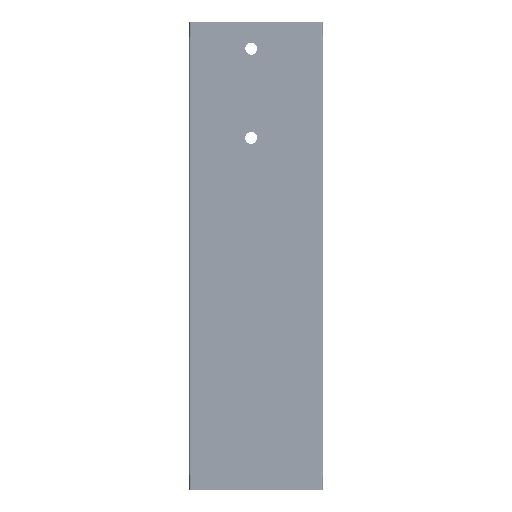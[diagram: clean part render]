
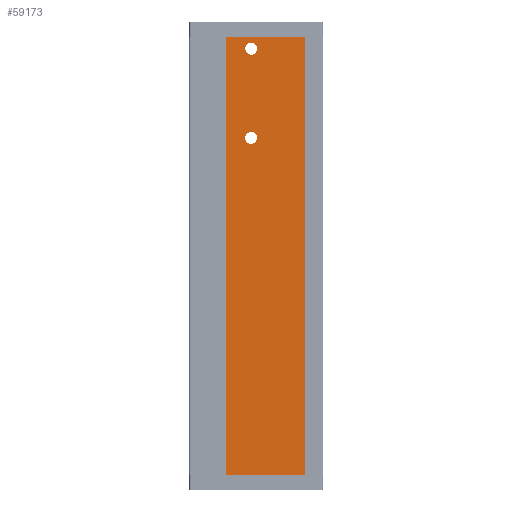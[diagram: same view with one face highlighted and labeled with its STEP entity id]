
A CAD part, left-side view. The second image highlights one B-rep face of the part: STEP entity #59173.
In plain terms, the highlighted planar face has unit normal (-1, 0, 0).
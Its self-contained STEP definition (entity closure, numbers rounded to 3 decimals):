
#4718 = VERTEX_POINT ( 'NONE', #195890 ) ;
#5242 = CARTESIAN_POINT ( 'NONE',  ( 0., -90., 0. ) ) ;
#6099 = ORIENTED_EDGE ( 'NONE', *, *, #75907, .F. ) ;
#8045 = AXIS2_PLACEMENT_3D ( 'NONE', #113128, #131175, #30733 ) ;
#9718 = VERTEX_POINT ( 'NONE', #11266 ) ;
#11266 = CARTESIAN_POINT ( 'NONE',  ( 0., 6.5, 446. ) ) ;
#11372 = EDGE_CURVE ( 'NONE', #9718, #23588, #71052, .T. ) ;
#13776 = CARTESIAN_POINT ( 'NONE',  ( 0., 40.9, 0. ) ) ;
#13910 = DIRECTION ( 'NONE',  ( 0., 0., 1. ) ) ;
#18486 = LINE ( 'NONE', #158780, #36514 ) ;
#22617 = DIRECTION ( 'NONE',  ( 0., -1., 0. ) ) ;
#23588 = VERTEX_POINT ( 'NONE', #207285 ) ;
#30733 = DIRECTION ( 'NONE',  ( 0., 0., 1. ) ) ;
#30946 = DIRECTION ( 'NONE',  ( -1., 0., 0. ) ) ;
#36514 = VECTOR ( 'NONE', #42412, 1000. ) ;
#41860 = VECTOR ( 'NONE', #13910, 1000. ) ;
#42412 = DIRECTION ( 'NONE',  ( 0., 0., 1. ) ) ;
#43080 = AXIS2_PLACEMENT_3D ( 'NONE', #160296, #77169, #209357 ) ;
#45130 = DIRECTION ( 'NONE',  ( -1., 0., 0. ) ) ;
#47173 = CARTESIAN_POINT ( 'NONE',  ( 0., -65.4, 590. ) ) ;
#49109 = EDGE_CURVE ( 'NONE', #60066, #148702, #95132, .T. ) ;
#51117 = VECTOR ( 'NONE', #129871, 1000. ) ;
#54334 = PLANE ( 'NONE',  #72159 ) ;
#56805 = ORIENTED_EDGE ( 'NONE', *, *, #156078, .T. ) ;
#58960 = DIRECTION ( 'NONE',  ( 0., 0., 1. ) ) ;
#59173 = ADVANCED_FACE ( 'NONE', ( #157537, #152324, #165234 ), #54334, .F. ) ;
#60066 = VERTEX_POINT ( 'NONE', #178993 ) ;
#66081 = VERTEX_POINT ( 'NONE', #13776 ) ;
#71052 = CIRCLE ( 'NONE', #117865, 8. ) ;
#72159 = AXIS2_PLACEMENT_3D ( 'NONE', #104214, #154077, #171451 ) ;
#75907 = EDGE_CURVE ( 'NONE', #4718, #193564, #105660, .T. ) ;
#76821 = EDGE_LOOP ( 'NONE', ( #197867, #209573, #182175, #56805 ) ) ;
#77169 = DIRECTION ( 'NONE',  ( -1., 0., 0. ) ) ;
#83889 = VERTEX_POINT ( 'NONE', #127658 ) ;
#91227 = CIRCLE ( 'NONE', #187439, 8. ) ;
#95132 = LINE ( 'NONE', #96651, #51117 ) ;
#96651 = CARTESIAN_POINT ( 'NONE',  ( 0., -90., 590. ) ) ;
#101243 = ORIENTED_EDGE ( 'NONE', *, *, #120096, .F. ) ;
#104214 = CARTESIAN_POINT ( 'NONE',  ( 0., -90., 590. ) ) ;
#105660 = CIRCLE ( 'NONE', #8045, 8. ) ;
#112862 = ORIENTED_EDGE ( 'NONE', *, *, #11372, .F. ) ;
#113128 = CARTESIAN_POINT ( 'NONE',  ( 0., 6.5, 574. ) ) ;
#116891 = LINE ( 'NONE', #47173, #41860 ) ;
#117865 = AXIS2_PLACEMENT_3D ( 'NONE', #142726, #45130, #58960 ) ;
#120096 = EDGE_CURVE ( 'NONE', #23588, #9718, #91227, .T. ) ;
#127658 = CARTESIAN_POINT ( 'NONE',  ( 0., -65.4, 0. ) ) ;
#129871 = DIRECTION ( 'NONE',  ( 0., -1., 0. ) ) ;
#131175 = DIRECTION ( 'NONE',  ( -1., 0., 0. ) ) ;
#136225 = CARTESIAN_POINT ( 'NONE',  ( 0., -65.4, 590. ) ) ;
#141437 = EDGE_LOOP ( 'NONE', ( #101243, #112862 ) ) ;
#142726 = CARTESIAN_POINT ( 'NONE',  ( 0., 6.5, 454. ) ) ;
#143301 = EDGE_CURVE ( 'NONE', #193564, #4718, #147741, .T. ) ;
#147741 = CIRCLE ( 'NONE', #43080, 8. ) ;
#148702 = VERTEX_POINT ( 'NONE', #136225 ) ;
#152324 = FACE_BOUND ( 'NONE', #141437, .T. ) ;
#154077 = DIRECTION ( 'NONE',  ( 1., 0., 0. ) ) ;
#156078 = EDGE_CURVE ( 'NONE', #83889, #148702, #116891, .T. ) ;
#157537 = FACE_BOUND ( 'NONE', #158011, .T. ) ;
#158011 = EDGE_LOOP ( 'NONE', ( #197368, #6099 ) ) ;
#158780 = CARTESIAN_POINT ( 'NONE',  ( 0., 40.9, 0. ) ) ;
#160296 = CARTESIAN_POINT ( 'NONE',  ( 0., 6.5, 574. ) ) ;
#165234 = FACE_OUTER_BOUND ( 'NONE', #76821, .T. ) ;
#171451 = DIRECTION ( 'NONE',  ( 0., 0., -1. ) ) ;
#171784 = VECTOR ( 'NONE', #22617, 1000. ) ;
#175578 = EDGE_CURVE ( 'NONE', #66081, #83889, #192415, .T. ) ;
#178993 = CARTESIAN_POINT ( 'NONE',  ( 0., 40.9, 590. ) ) ;
#180497 = DIRECTION ( 'NONE',  ( 0., 0., 1. ) ) ;
#182175 = ORIENTED_EDGE ( 'NONE', *, *, #175578, .T. ) ;
#187439 = AXIS2_PLACEMENT_3D ( 'NONE', #196409, #30946, #180497 ) ;
#188814 = EDGE_CURVE ( 'NONE', #66081, #60066, #18486, .T. ) ;
#192415 = LINE ( 'NONE', #5242, #171784 ) ;
#193564 = VERTEX_POINT ( 'NONE', #212542 ) ;
#195890 = CARTESIAN_POINT ( 'NONE',  ( 0., 6.5, 566. ) ) ;
#196409 = CARTESIAN_POINT ( 'NONE',  ( 0., 6.5, 454. ) ) ;
#197368 = ORIENTED_EDGE ( 'NONE', *, *, #143301, .F. ) ;
#197867 = ORIENTED_EDGE ( 'NONE', *, *, #49109, .F. ) ;
#207285 = CARTESIAN_POINT ( 'NONE',  ( 0., 6.5, 462. ) ) ;
#209357 = DIRECTION ( 'NONE',  ( 0., 0., 1. ) ) ;
#209573 = ORIENTED_EDGE ( 'NONE', *, *, #188814, .F. ) ;
#212542 = CARTESIAN_POINT ( 'NONE',  ( 0., 6.5, 582. ) ) ;
